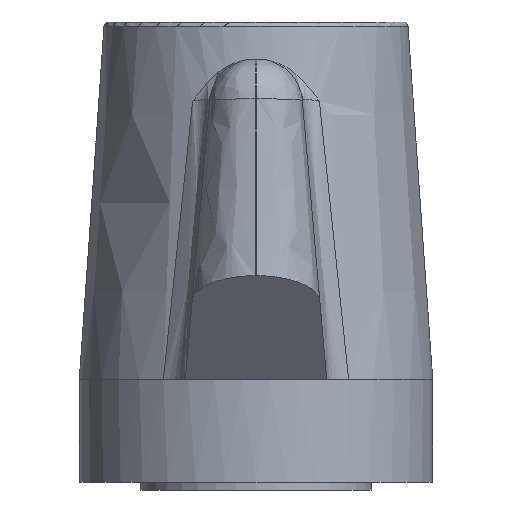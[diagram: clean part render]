
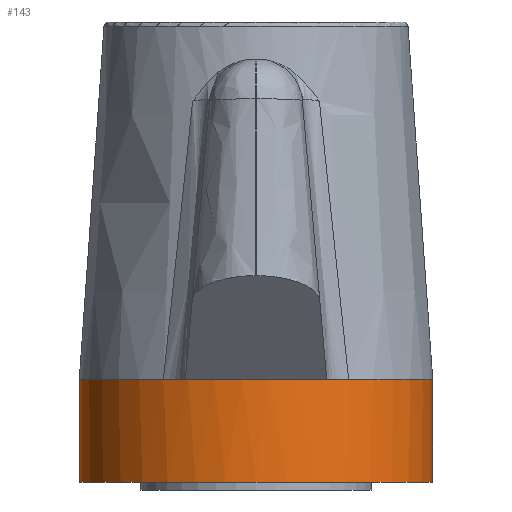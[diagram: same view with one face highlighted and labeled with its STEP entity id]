
A CAD part, front view. The second image highlights one B-rep face of the part: STEP entity #143.
In plain terms, the highlighted cylindrical face has radius 6.875 mm (diameter 13.75 mm), a full revolution.
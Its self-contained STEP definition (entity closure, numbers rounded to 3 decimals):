
#143 = ADVANCED_FACE( '', ( #301, #302 ), #303, .T. );
#301 = FACE_OUTER_BOUND( '', #2538, .T. );
#302 = FACE_OUTER_BOUND( '', #2539, .T. );
#303 = CYLINDRICAL_SURFACE( '', #2540, 6.875 );
#2538 = EDGE_LOOP( '', ( #3466, #3467, #3468, #3469 ) );
#2539 = EDGE_LOOP( '', ( #3470 ) );
#2540 = AXIS2_PLACEMENT_3D( '', #3471, #3472, #3473 );
#3466 = ORIENTED_EDGE( '', *, *, #3673, .F. );
#3467 = ORIENTED_EDGE( '', *, *, #3668, .F. );
#3468 = ORIENTED_EDGE( '', *, *, #3603, .F. );
#3469 = ORIENTED_EDGE( '', *, *, #3670, .F. );
#3470 = ORIENTED_EDGE( '', *, *, #3595, .T. );
#3471 = CARTESIAN_POINT( '', ( 0., 0., 17.902 ) );
#3472 = DIRECTION( '', ( 0., 0., -1. ) );
#3473 = DIRECTION( '', ( 1., 0., 0. ) );
#3595 = EDGE_CURVE( '', #3775, #3775, #3776, .T. );
#3603 = EDGE_CURVE( '', #3785, #3787, #3788, .T. );
#3668 = EDGE_CURVE( '', #3787, #3834, #3875, .T. );
#3670 = EDGE_CURVE( '', #3876, #3785, #3878, .T. );
#3673 = EDGE_CURVE( '', #3834, #3876, #3881, .T. );
#3775 = VERTEX_POINT( '', #4322 );
#3776 = CIRCLE( '', #4323, 6.875 );
#3785 = VERTEX_POINT( '', #4396 );
#3787 = VERTEX_POINT( '', #4406 );
#3788 = CIRCLE( '', #4407, 6.875 );
#3834 = VERTEX_POINT( '', #4581 );
#3875 = CIRCLE( '', #4772, 6.875 );
#3876 = VERTEX_POINT( '', #4773 );
#3878 = CIRCLE( '', #4781, 6.875 );
#3881 = CIRCLE( '', #4802, 6.875 );
#4322 = CARTESIAN_POINT( '', ( 6.875, 0., 0. ) );
#4323 = AXIS2_PLACEMENT_3D( '', #4939, #4940, #4941 );
#4396 = CARTESIAN_POINT( '', ( -3.604, -5.854, 4. ) );
#4406 = CARTESIAN_POINT( '', ( 3.604, -5.854, 4. ) );
#4407 = AXIS2_PLACEMENT_3D( '', #4945, #4946, #4947 );
#4581 = CARTESIAN_POINT( '', ( 3.604, 5.854, 4. ) );
#4772 = AXIS2_PLACEMENT_3D( '', #4996, #4997, #4998 );
#4773 = CARTESIAN_POINT( '', ( -3.604, 5.854, 4. ) );
#4781 = AXIS2_PLACEMENT_3D( '', #4999, #5000, #5001 );
#4802 = AXIS2_PLACEMENT_3D( '', #5002, #5003, #5004 );
#4939 = CARTESIAN_POINT( '', ( 0., 0., 0. ) );
#4940 = DIRECTION( '', ( 0., 0., 1. ) );
#4941 = DIRECTION( '', ( 1., 0., 0. ) );
#4945 = CARTESIAN_POINT( '', ( 0., 0., 4. ) );
#4946 = DIRECTION( '', ( 0., 0., 1. ) );
#4947 = DIRECTION( '', ( 1., 0., 0. ) );
#4996 = CARTESIAN_POINT( '', ( 0., 0., 4. ) );
#4997 = DIRECTION( '', ( 0., 0., 1. ) );
#4998 = DIRECTION( '', ( 1., 0., 0. ) );
#4999 = CARTESIAN_POINT( '', ( 0., 0., 4. ) );
#5000 = DIRECTION( '', ( 0., 0., 1. ) );
#5001 = DIRECTION( '', ( 1., 0., 0. ) );
#5002 = CARTESIAN_POINT( '', ( 0., 0., 4. ) );
#5003 = DIRECTION( '', ( 0., 0., 1. ) );
#5004 = DIRECTION( '', ( 1., 0., 0. ) );
